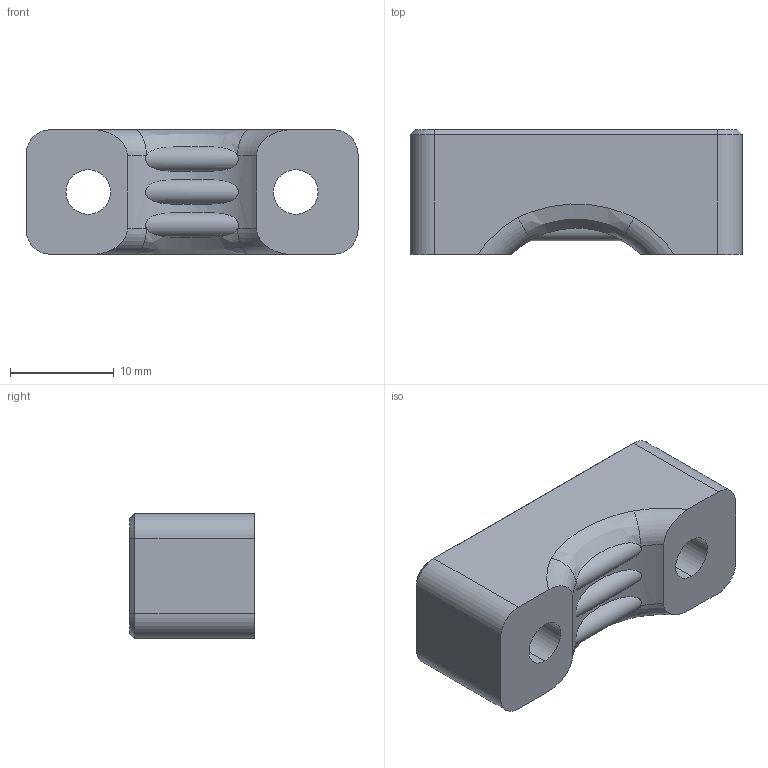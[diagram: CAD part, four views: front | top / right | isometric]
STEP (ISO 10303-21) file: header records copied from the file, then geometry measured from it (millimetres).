
FILE_DESCRIPTION (( 'STEP AP214' ), '1' );
FILE_NAME ('pmstr 002 cords clamp.STEP', '2025-11-19T01:16:54', ( '' ), ( '' ), 'SwSTEP 2.0', 'SolidWorks 2024', '' );
FILE_SCHEMA (( 'AUTOMOTIVE_DESIGN' ));
Length unit declared in the file: millimetre
Products named in the file (1): pmstr 002 cords clamp
Bounding box: 32 x 12 x 12 mm (x, y, z)
Volume: 3869.9 mm3; surface area: 1945.7 mm2
Topology: 1 solids, 1 shells, 37 faces, 92 edges, 58 vertices
Faces by surface type: cylinder 12, plane 11, cone 8, torus 4, bspline 2
Entity records: 1565 total; most frequent: CARTESIAN_POINT 660, DIRECTION 184, ORIENTED_EDGE 184, EDGE_CURVE 92, AXIS2_PLACEMENT_3D 72, VERTEX_POINT 58, EDGE_LOOP 42, VECTOR 40
